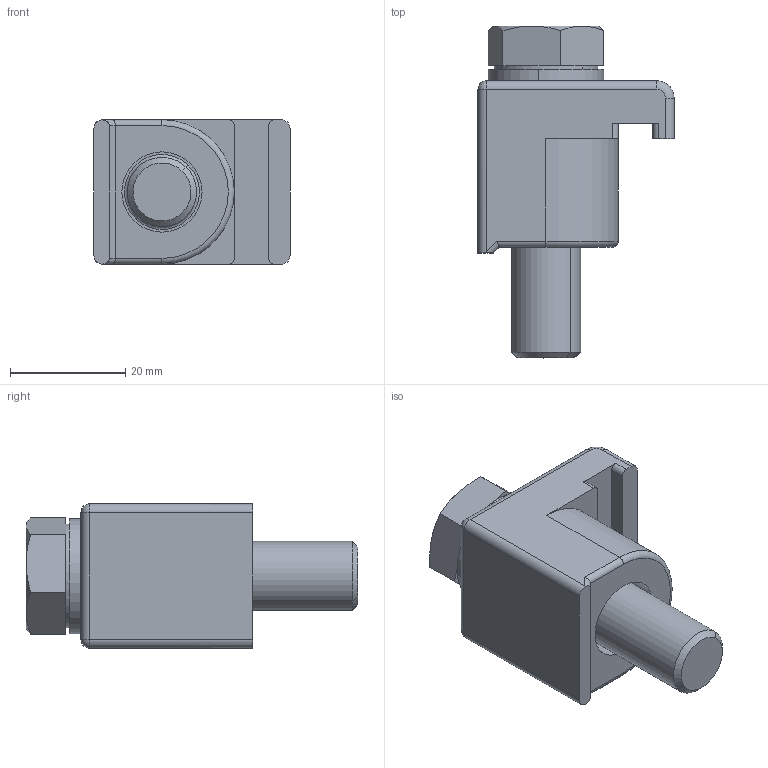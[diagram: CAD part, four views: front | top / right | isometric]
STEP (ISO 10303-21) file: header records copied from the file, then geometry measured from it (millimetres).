
FILE_DESCRIPTION (( 'STEP AP214' ), '1' );
FILE_NAME ('Hositrad_ISO320-CG-SingleWallClamp.STEP', '2013-09-03T12:57:11', ( '' ), ( '' ), 'SwSTEP 2.0', 'SolidWorks 2013', '' );
FILE_SCHEMA (( 'AUTOMOTIVE_DESIGN' ));
Length unit declared in the file: millimetre
Products named in the file (4): plain washer small grade a_iso_Washer ISO 7092 - 12; Hositrad_ISO320-CG-SingleWallClamp; ISO320-CG; hex screw gradeab_iso_ISO 4017 - M12 x 50-N
Assembly tree (3 placements, depth 2):
  Hositrad_ISO320-CG-SingleWallClamp
    ISO320-CG
    plain washer small grade a_iso_Washer ISO 7092 - 12
    hex screw gradeab_iso_ISO 4017 - M12 x 50-N
Bounding box: 34 x 57.5 x 25 mm (x, y, z)
Volume: 21917.4 mm3; surface area: 8870.9 mm2
Topology: 3 solids, 3 shells, 75 faces, 171 edges, 101 vertices
Faces by surface type: plane 31, cylinder 27, cone 10, torus 5, sphere 2
Entity records: 2291 total; most frequent: CARTESIAN_POINT 447, DIRECTION 383, ORIENTED_EDGE 338, EDGE_CURVE 169, AXIS2_PLACEMENT_3D 151, VERTEX_POINT 101, VECTOR 81, LINE 81
